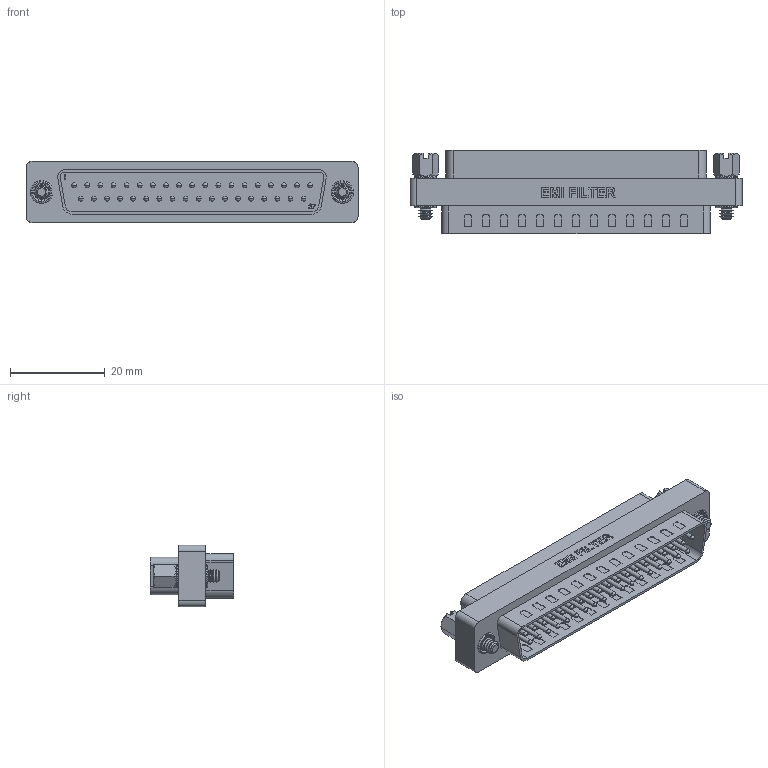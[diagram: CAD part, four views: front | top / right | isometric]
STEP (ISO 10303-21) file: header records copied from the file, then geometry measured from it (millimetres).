
FILE_DESCRIPTION (( 'STEP AP203' ), '1' );
FILE_NAME ('DGF37MF.STEP', '2006-06-23T18:39:46', ( 'lcom' ), ( 'lcom' ), 'SwSTEP 2.0', 'SolidWorks 2006004', '' );
FILE_SCHEMA (( 'CONFIG_CONTROL_DESIGN' ));
Length unit declared in the file: inch
Products named in the file (5): DGF37F-MA1_EMI FILTER; DGF37MF; 3AA05-002; SD37P_Without Mounting Flange and Solder Cups; SD37S_Without Mounting Flange and Solder Cups
Assembly tree (5 placements, depth 2):
  DGF37MF
    3AA05-002  x2
    DGF37F-MA1_EMI FILTER
    SD37S_Without Mounting Flange and Solder Cups
    SD37P_Without Mounting Flange and Solder Cups
Bounding box: 70.1 x 17.65 x 12.95 mm (x, y, z)
Volume: 8276.3 mm3; surface area: 8750 mm2
Topology: 5 solids, 5 shells, 1107 faces, 2827 edges, 1811 vertices
Faces by surface type: plane 539, cylinder 332, sphere 86, bspline 82, cone 56, torus 12
Entity records: 38100 total; most frequent: CARTESIAN_POINT 12930, ORIENTED_EDGE 5058, DIRECTION 5039, EDGE_CURVE 2529, AXIS2_PLACEMENT_3D 1723, VERTEX_POINT 1654, LINE 1593, VECTOR 1593
